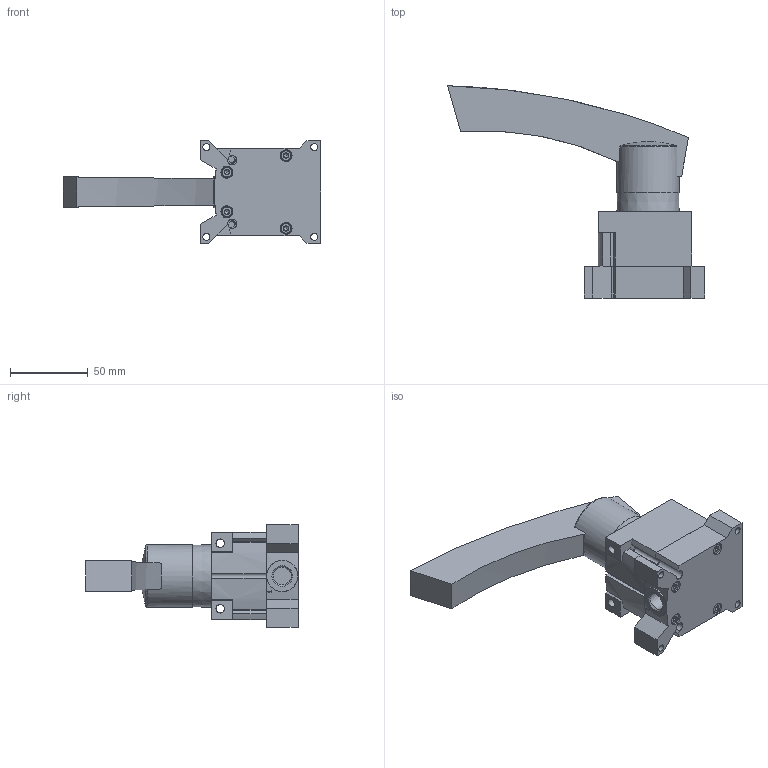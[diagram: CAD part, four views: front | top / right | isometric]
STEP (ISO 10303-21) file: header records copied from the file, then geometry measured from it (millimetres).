
FILE_DESCRIPTION(/* description */ ('STEP AP214'),/* implementation_level */ '2;1');
FILE_NAME(/* name */ '3515108_VHER-H-B43U-G14',/* time_stamp */ '2024-09-16T14:35:24+02:00',/* author */ ('License CC BY-ND 4.0'),/* organization */ ('CADENAS'),/* preprocessor_version */ 'ST-DEVELOPER v19.3',/* originating_system */ 'PARTsolutions',/* authorisation */ ' ');
FILE_SCHEMA (('AUTOMOTIVE_DESIGN {1 0 10303 214 3 1 1}'));
Length unit declared in the file: millimetre
Products named in the file (4): 3515108 VHER-H-B43U-G14; 3515108 VHER-H-B43U-G14---(0_AP); 3515108 VHER-H-B43U-G14---(Geh); 3515108 VHER-H-B43U-G14---(Hbl)
Assembly tree (3 placements, depth 2):
  3515108 VHER-H-B43U-G14
    3515108 VHER-H-B43U-G14---(0_AP)
    3515108 VHER-H-B43U-G14---(Geh)
    3515108 VHER-H-B43U-G14---(Hbl)
Bounding box: 164.8 x 136.2 x 66 mm (x, y, z)
Volume: 295107.3 mm3; surface area: 63982.7 mm2
Topology: 3 solids, 3 shells, 433 faces, 1056 edges, 672 vertices
Faces by surface type: plane 264, cylinder 96, cone 52, torus 18, sphere 3
Full cylindrical faces by diameter (mm): 4.134 x8, 4.5 x4, 5.5 x3, 6 x1, 7 x4, 7.7 x4, 9.5 x1, 11.445 x4, 20 x1, 40 x1, 48 x2
Entity records: 12628 total; most frequent: CARTESIAN_POINT 2517, DIRECTION 2094, ORIENTED_EDGE 1968, EDGE_CURVE 984, AXIS2_PLACEMENT_3D 760, VERTEX_POINT 662, LINE 574, VECTOR 574
